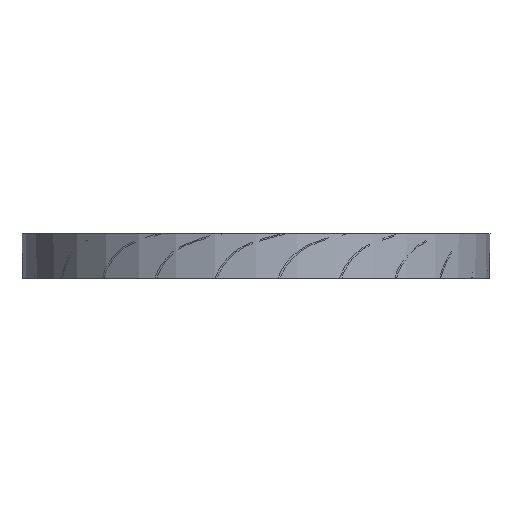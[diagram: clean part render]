
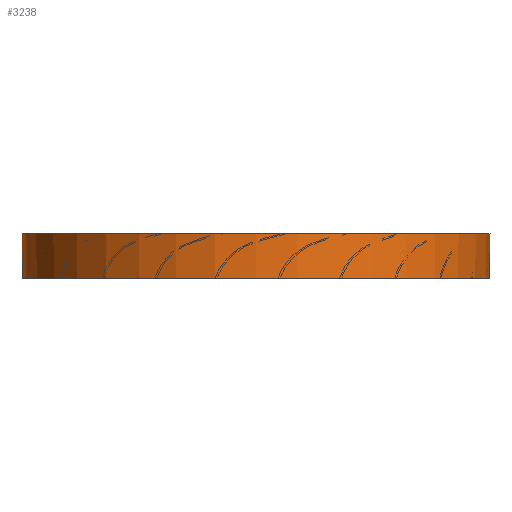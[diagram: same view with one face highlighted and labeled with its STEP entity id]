
A CAD part, front view. The second image highlights one B-rep face of the part: STEP entity #3238.
In plain terms, the highlighted conical face has half-angle 1 degrees and reference radius 250.913 mm.
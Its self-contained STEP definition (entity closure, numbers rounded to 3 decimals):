
#109=CONICAL_SURFACE('',#3502,250.913,0.017);
#508=FACE_OUTER_BOUND('',#681,.T.);
#681=EDGE_LOOP('',(#2464,#2465,#2466,#2467));
#824=LINE('',#14544,#852);
#852=VECTOR('',#4026,250.913);
#986=CIRCLE('',#3503,251.327);
#987=CIRCLE('',#3504,250.5);
#1362=VERTEX_POINT('',#14541);
#1363=VERTEX_POINT('',#14543);
#1792=EDGE_CURVE('',#1362,#1362,#986,.T.);
#1793=EDGE_CURVE('',#1362,#1363,#824,.T.);
#1794=EDGE_CURVE('',#1363,#1363,#987,.T.);
#2464=ORIENTED_EDGE('',*,*,#1792,.F.);
#2465=ORIENTED_EDGE('',*,*,#1793,.T.);
#2466=ORIENTED_EDGE('',*,*,#1794,.T.);
#2467=ORIENTED_EDGE('',*,*,#1793,.F.);
#3238=ADVANCED_FACE('',(#508),#109,.T.);
#3502=AXIS2_PLACEMENT_3D('',#14540,#4022,#4023);
#3503=AXIS2_PLACEMENT_3D('',#14542,#4024,#4025);
#3504=AXIS2_PLACEMENT_3D('',#14545,#4027,#4028);
#4022=DIRECTION('center_axis',(0.,0.,1.));
#4023=DIRECTION('ref_axis',(1.,0.,0.));
#4024=DIRECTION('center_axis',(0.,0.,1.));
#4025=DIRECTION('ref_axis',(1.,0.,0.));
#4026=DIRECTION('',(0.017,0.,-1.));
#4027=DIRECTION('center_axis',(0.,0.,1.));
#4028=DIRECTION('ref_axis',(1.,0.,0.));
#14540=CARTESIAN_POINT('Origin',(0.,0.,-30.269));
#14541=CARTESIAN_POINT('',(-251.327,0.,-6.587));
#14542=CARTESIAN_POINT('Origin',(0.,0.,-6.587));
#14543=CARTESIAN_POINT('',(-250.5,0.,-53.95));
#14544=CARTESIAN_POINT('',(-250.913,0.,-30.269));
#14545=CARTESIAN_POINT('Origin',(0.,0.,
-53.95));
